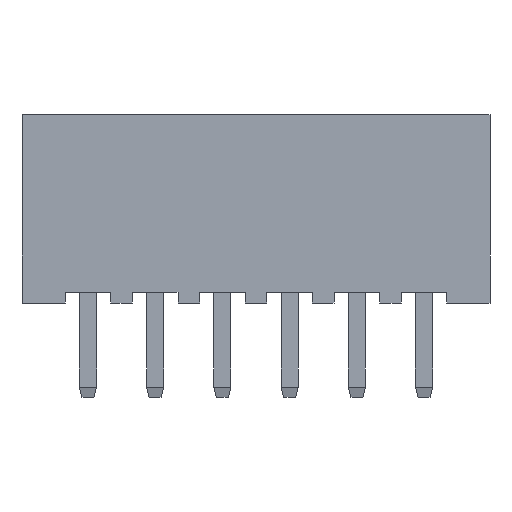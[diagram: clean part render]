
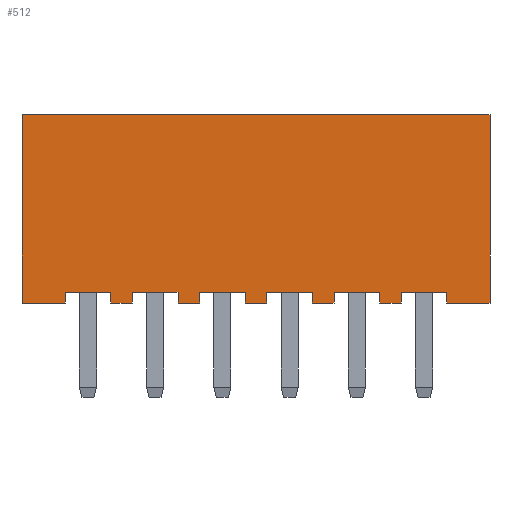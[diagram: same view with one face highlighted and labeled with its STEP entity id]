
A CAD part, front view. The second image highlights one B-rep face of the part: STEP entity #512.
In plain terms, the highlighted planar face has unit normal (0, -1, 0).
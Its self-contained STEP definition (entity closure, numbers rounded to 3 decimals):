
#512=ADVANCED_FACE('',(#1937),#1939,.T.);
#1937=FACE_BOUND('',#1938,.T.);
#1938=EDGE_LOOP('',(#3074,#3075,#3076,#3077,#3078,#3079,#3080,#3081,#3082,#3083,
#3084,#3085,#3086,#3087,#3088,#3089,#3090,#3091,#3092,#3093,#3094,#3095,#3096,#3097,
#3098,#3099,#3100,#3101));
#1939=PLANE('',#1940);
#1940=AXIS2_PLACEMENT_3D('',#1941,#1942,#1943);
#1941=CARTESIAN_POINT('',(-1.25,-3.4,0.));
#1942=DIRECTION('',(0.,-1.,0.));
#1943=DIRECTION('',(1.,0.,0.));
#3074=ORIENTED_EDGE('',*,*,#3748,.T.);
#3075=ORIENTED_EDGE('',*,*,#3747,.T.);
#3076=ORIENTED_EDGE('',*,*,#3745,.T.);
#3077=ORIENTED_EDGE('',*,*,#3738,.T.);
#3078=ORIENTED_EDGE('',*,*,#3736,.T.);
#3079=ORIENTED_EDGE('',*,*,#3735,.T.);
#3080=ORIENTED_EDGE('',*,*,#3733,.T.);
#3081=ORIENTED_EDGE('',*,*,#3726,.T.);
#3082=ORIENTED_EDGE('',*,*,#3724,.T.);
#3083=ORIENTED_EDGE('',*,*,#3723,.T.);
#3084=ORIENTED_EDGE('',*,*,#3721,.T.);
#3085=ORIENTED_EDGE('',*,*,#3714,.T.);
#3086=ORIENTED_EDGE('',*,*,#3712,.T.);
#3087=ORIENTED_EDGE('',*,*,#3711,.T.);
#3088=ORIENTED_EDGE('',*,*,#3709,.T.);
#3089=ORIENTED_EDGE('',*,*,#3702,.T.);
#3090=ORIENTED_EDGE('',*,*,#3700,.T.);
#3091=ORIENTED_EDGE('',*,*,#3699,.T.);
#3092=ORIENTED_EDGE('',*,*,#3695,.T.);
#3093=ORIENTED_EDGE('',*,*,#3774,.F.);
#3094=ORIENTED_EDGE('',*,*,#3651,.F.);
#3095=ORIENTED_EDGE('',*,*,#3770,.F.);
#3096=ORIENTED_EDGE('',*,*,#3768,.T.);
#3097=ORIENTED_EDGE('',*,*,#3762,.T.);
#3098=ORIENTED_EDGE('',*,*,#3760,.T.);
#3099=ORIENTED_EDGE('',*,*,#3758,.T.);
#3100=ORIENTED_EDGE('',*,*,#3757,.T.);
#3101=ORIENTED_EDGE('',*,*,#3750,.T.);
#3651=EDGE_CURVE('',#4126,#4128,#4129,.T.);
#3695=EDGE_CURVE('',#4211,#4209,#4212,.T.);
#3699=EDGE_CURVE('',#4215,#4211,#4217,.T.);
#3700=EDGE_CURVE('',#4218,#4215,#4219,.F.);
#3702=EDGE_CURVE('',#4221,#4218,#4222,.T.);
#3709=EDGE_CURVE('',#4232,#4221,#4234,.F.);
#3711=EDGE_CURVE('',#4235,#4232,#4237,.T.);
#3712=EDGE_CURVE('',#4238,#4235,#4239,.F.);
#3714=EDGE_CURVE('',#4241,#4238,#4242,.T.);
#3721=EDGE_CURVE('',#4252,#4241,#4254,.F.);
#3723=EDGE_CURVE('',#4255,#4252,#4257,.T.);
#3724=EDGE_CURVE('',#4258,#4255,#4259,.F.);
#3726=EDGE_CURVE('',#4261,#4258,#4262,.T.);
#3733=EDGE_CURVE('',#4272,#4261,#4274,.F.);
#3735=EDGE_CURVE('',#4275,#4272,#4277,.T.);
#3736=EDGE_CURVE('',#4278,#4275,#4279,.F.);
#3738=EDGE_CURVE('',#4281,#4278,#4282,.T.);
#3745=EDGE_CURVE('',#4292,#4281,#4294,.F.);
#3747=EDGE_CURVE('',#4295,#4292,#4297,.T.);
#3748=EDGE_CURVE('',#4298,#4295,#4299,.F.);
#3750=EDGE_CURVE('',#4301,#4298,#4302,.T.);
#3757=EDGE_CURVE('',#4312,#4301,#4314,.F.);
#3758=EDGE_CURVE('',#4315,#4312,#4316,.T.);
#3760=EDGE_CURVE('',#4318,#4315,#4319,.F.);
#3762=EDGE_CURVE('',#4321,#4318,#4322,.T.);
#3768=EDGE_CURVE('',#4332,#4321,#4333,.F.);
#3770=EDGE_CURVE('',#4332,#4126,#4335,.T.);
#3774=EDGE_CURVE('',#4128,#4209,#4340,.T.);
#4126=VERTEX_POINT('',#4962);
#4128=VERTEX_POINT('',#4966);
#4129=LINE('',#4967,#4968);
#4209=VERTEX_POINT('',#5136);
#4211=VERTEX_POINT('',#5140);
#4212=LINE('',#5141,#5142);
#4215=VERTEX_POINT('',#5150);
#4217=LINE('',#5154,#5155);
#4218=VERTEX_POINT('',#5157);
#4219=LINE('',#5158,#5159);
#4221=VERTEX_POINT('',#5164);
#4222=LINE('',#5165,#5166);
#4232=VERTEX_POINT('',#5187);
#4234=LINE('',#5191,#5192);
#4235=VERTEX_POINT('',#5194);
#4237=LINE('',#5198,#5199);
#4238=VERTEX_POINT('',#5201);
#4239=LINE('',#5202,#5203);
#4241=VERTEX_POINT('',#5208);
#4242=LINE('',#5209,#5210);
#4252=VERTEX_POINT('',#5231);
#4254=LINE('',#5235,#5236);
#4255=VERTEX_POINT('',#5238);
#4257=LINE('',#5242,#5243);
#4258=VERTEX_POINT('',#5245);
#4259=LINE('',#5246,#5247);
#4261=VERTEX_POINT('',#5252);
#4262=LINE('',#5253,#5254);
#4272=VERTEX_POINT('',#5275);
#4274=LINE('',#5279,#5280);
#4275=VERTEX_POINT('',#5282);
#4277=LINE('',#5286,#5287);
#4278=VERTEX_POINT('',#5289);
#4279=LINE('',#5290,#5291);
#4281=VERTEX_POINT('',#5296);
#4282=LINE('',#5297,#5298);
#4292=VERTEX_POINT('',#5319);
#4294=LINE('',#5323,#5324);
#4295=VERTEX_POINT('',#5326);
#4297=LINE('',#5330,#5331);
#4298=VERTEX_POINT('',#5333);
#4299=LINE('',#5334,#5335);
#4301=VERTEX_POINT('',#5340);
#4302=LINE('',#5341,#5342);
#4312=VERTEX_POINT('',#5363);
#4314=LINE('',#5367,#5368);
#4315=VERTEX_POINT('',#5370);
#4316=LINE('',#5371,#5372);
#4318=VERTEX_POINT('',#5377);
#4319=LINE('',#5378,#5379);
#4321=VERTEX_POINT('',#5384);
#4322=LINE('',#5385,#5386);
#4332=VERTEX_POINT('',#5407);
#4333=LINE('',#5408,#5409);
#4335=LINE('',#5414,#5415);
#4340=LINE('',#5427,#5428);
#4962=CARTESIAN_POINT('',(-2.45,-3.4,0.));
#4966=CARTESIAN_POINT('',(-2.45,-3.4,7.));
#4967=CARTESIAN_POINT('',(-2.45,-3.4,0.));
#4968=VECTOR('',#4969,1.);
#4969=DIRECTION('',(0.,0.,1.));
#5136=CARTESIAN_POINT('',(14.95,-3.4,7.));
#5140=CARTESIAN_POINT('',(14.95,-3.4,0.));
#5141=CARTESIAN_POINT('',(14.95,-3.4,0.));
#5142=VECTOR('',#5143,1.);
#5143=DIRECTION('',(0.,0.,1.));
#5150=CARTESIAN_POINT('',(13.35,-3.4,0.));
#5154=CARTESIAN_POINT('',(13.35,-3.4,0.));
#5155=VECTOR('',#5156,1.);
#5156=DIRECTION('',(1.,0.,0.));
#5157=CARTESIAN_POINT('',(13.35,-3.4,0.4));
#5158=CARTESIAN_POINT('',(13.35,-3.4,0.));
#5159=VECTOR('',#5160,1.);
#5160=DIRECTION('',(0.,0.,1.));
#5164=CARTESIAN_POINT('',(11.65,-3.4,0.4));
#5165=CARTESIAN_POINT('',(11.65,-3.4,0.4));
#5166=VECTOR('',#5167,1.);
#5167=DIRECTION('',(1.,0.,0.));
#5187=CARTESIAN_POINT('',(11.65,-3.4,0.));
#5191=CARTESIAN_POINT('',(11.65,-3.4,0.4));
#5192=VECTOR('',#5193,1.);
#5193=DIRECTION('',(0.,0.,-1.));
#5194=CARTESIAN_POINT('',(10.85,-3.4,0.));
#5198=CARTESIAN_POINT('',(10.85,-3.4,0.));
#5199=VECTOR('',#5200,1.);
#5200=DIRECTION('',(1.,0.,0.));
#5201=CARTESIAN_POINT('',(10.85,-3.4,0.4));
#5202=CARTESIAN_POINT('',(10.85,-3.4,0.));
#5203=VECTOR('',#5204,1.);
#5204=DIRECTION('',(0.,0.,1.));
#5208=CARTESIAN_POINT('',(9.15,-3.4,0.4));
#5209=CARTESIAN_POINT('',(9.15,-3.4,0.4));
#5210=VECTOR('',#5211,1.);
#5211=DIRECTION('',(1.,0.,0.));
#5231=CARTESIAN_POINT('',(9.15,-3.4,0.));
#5235=CARTESIAN_POINT('',(9.15,-3.4,0.4));
#5236=VECTOR('',#5237,1.);
#5237=DIRECTION('',(0.,0.,-1.));
#5238=CARTESIAN_POINT('',(8.35,-3.4,0.));
#5242=CARTESIAN_POINT('',(8.35,-3.4,0.));
#5243=VECTOR('',#5244,1.);
#5244=DIRECTION('',(1.,0.,0.));
#5245=CARTESIAN_POINT('',(8.35,-3.4,0.4));
#5246=CARTESIAN_POINT('',(8.35,-3.4,0.));
#5247=VECTOR('',#5248,1.);
#5248=DIRECTION('',(0.,0.,1.));
#5252=CARTESIAN_POINT('',(6.65,-3.4,0.4));
#5253=CARTESIAN_POINT('',(6.65,-3.4,0.4));
#5254=VECTOR('',#5255,1.);
#5255=DIRECTION('',(1.,0.,0.));
#5275=CARTESIAN_POINT('',(6.65,-3.4,0.));
#5279=CARTESIAN_POINT('',(6.65,-3.4,0.4));
#5280=VECTOR('',#5281,1.);
#5281=DIRECTION('',(0.,0.,-1.));
#5282=CARTESIAN_POINT('',(5.85,-3.4,0.));
#5286=CARTESIAN_POINT('',(5.85,-3.4,0.));
#5287=VECTOR('',#5288,1.);
#5288=DIRECTION('',(1.,0.,0.));
#5289=CARTESIAN_POINT('',(5.85,-3.4,0.4));
#5290=CARTESIAN_POINT('',(5.85,-3.4,0.));
#5291=VECTOR('',#5292,1.);
#5292=DIRECTION('',(0.,0.,1.));
#5296=CARTESIAN_POINT('',(4.15,-3.4,0.4));
#5297=CARTESIAN_POINT('',(4.15,-3.4,0.4));
#5298=VECTOR('',#5299,1.);
#5299=DIRECTION('',(1.,0.,0.));
#5319=CARTESIAN_POINT('',(4.15,-3.4,0.));
#5323=CARTESIAN_POINT('',(4.15,-3.4,0.4));
#5324=VECTOR('',#5325,1.);
#5325=DIRECTION('',(0.,0.,-1.));
#5326=CARTESIAN_POINT('',(3.35,-3.4,0.));
#5330=CARTESIAN_POINT('',(3.35,-3.4,0.));
#5331=VECTOR('',#5332,1.);
#5332=DIRECTION('',(1.,0.,0.));
#5333=CARTESIAN_POINT('',(3.35,-3.4,0.4));
#5334=CARTESIAN_POINT('',(3.35,-3.4,0.));
#5335=VECTOR('',#5336,1.);
#5336=DIRECTION('',(0.,0.,1.));
#5340=CARTESIAN_POINT('',(1.65,-3.4,0.4));
#5341=CARTESIAN_POINT('',(1.65,-3.4,0.4));
#5342=VECTOR('',#5343,1.);
#5343=DIRECTION('',(1.,0.,0.));
#5363=CARTESIAN_POINT('',(1.65,-3.4,0.));
#5367=CARTESIAN_POINT('',(1.65,-3.4,0.4));
#5368=VECTOR('',#5369,1.);
#5369=DIRECTION('',(0.,0.,-1.));
#5370=CARTESIAN_POINT('',(0.85,-3.4,0.));
#5371=CARTESIAN_POINT('',(0.85,-3.4,0.));
#5372=VECTOR('',#5373,1.);
#5373=DIRECTION('',(1.,0.,0.));
#5377=CARTESIAN_POINT('',(0.85,-3.4,0.4));
#5378=CARTESIAN_POINT('',(0.85,-3.4,0.));
#5379=VECTOR('',#5380,1.);
#5380=DIRECTION('',(0.,0.,1.));
#5384=CARTESIAN_POINT('',(-0.85,-3.4,0.4));
#5385=CARTESIAN_POINT('',(-0.85,-3.4,0.4));
#5386=VECTOR('',#5387,1.);
#5387=DIRECTION('',(1.,0.,0.));
#5407=CARTESIAN_POINT('',(-0.85,-3.4,0.));
#5408=CARTESIAN_POINT('',(-0.85,-3.4,0.4));
#5409=VECTOR('',#5410,1.);
#5410=DIRECTION('',(0.,0.,-1.));
#5414=CARTESIAN_POINT('',(-0.85,-3.4,0.));
#5415=VECTOR('',#5416,1.);
#5416=DIRECTION('',(-1.,0.,0.));
#5427=CARTESIAN_POINT('',(-2.45,-3.4,7.));
#5428=VECTOR('',#5429,1.);
#5429=DIRECTION('',(1.,0.,0.));
